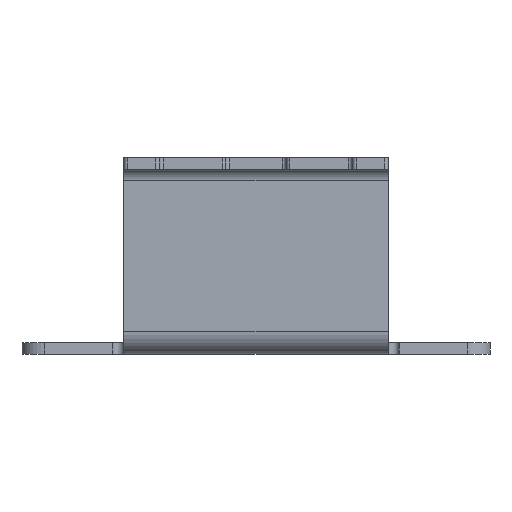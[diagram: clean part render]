
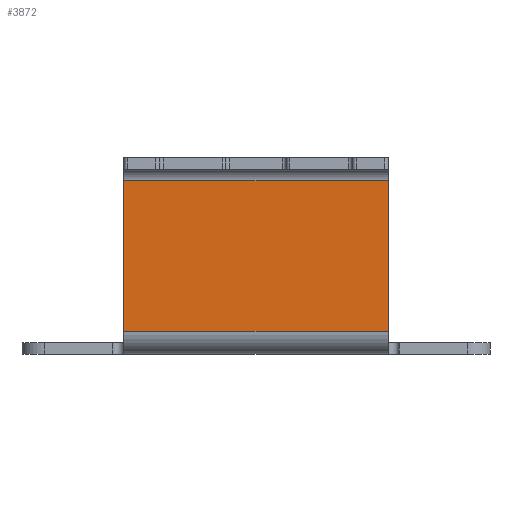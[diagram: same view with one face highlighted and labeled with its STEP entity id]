
A CAD part, front view. The second image highlights one B-rep face of the part: STEP entity #3872.
In plain terms, the highlighted planar face has unit normal (0, -1, 0).
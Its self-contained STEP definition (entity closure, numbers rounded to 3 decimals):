
#50 = VERTEX_POINT ( 'NONE', #4723 ) ;
#407 = CARTESIAN_POINT ( 'NONE',  ( 35., 39., -52. ) ) ;
#410 = DIRECTION ( 'NONE',  ( -1., 0., 0. ) ) ;
#766 = LINE ( 'NONE', #4468, #3597 ) ;
#824 = DIRECTION ( 'NONE',  ( -1., 0., 0. ) ) ;
#876 = CARTESIAN_POINT ( 'NONE',  ( -35., 39., -52. ) ) ;
#892 = EDGE_CURVE ( 'NONE', #1025, #3463, #766, .T. ) ;
#932 = DIRECTION ( 'NONE',  ( 0., 1., 0. ) ) ;
#1025 = VERTEX_POINT ( 'NONE', #1316 ) ;
#1165 = DIRECTION ( 'NONE',  ( 0., 0., 1. ) ) ;
#1279 = DIRECTION ( 'NONE',  ( 0., 0., 1. ) ) ;
#1316 = CARTESIAN_POINT ( 'NONE',  ( 35., 39., -6. ) ) ;
#1595 = ORIENTED_EDGE ( 'NONE', *, *, #4458, .T. ) ;
#2141 = ORIENTED_EDGE ( 'NONE', *, *, #4835, .T. ) ;
#2213 = EDGE_CURVE ( 'NONE', #50, #3586, #4495, .T. ) ;
#2222 = CARTESIAN_POINT ( 'NONE',  ( -35., 39., -46. ) ) ;
#2368 = PLANE ( 'NONE',  #2998 ) ;
#2450 = CARTESIAN_POINT ( 'NONE',  ( -35., 39., -6. ) ) ;
#2579 = FACE_OUTER_BOUND ( 'NONE', #3006, .T. ) ;
#2900 = LINE ( 'NONE', #407, #3367 ) ;
#2998 = AXIS2_PLACEMENT_3D ( 'NONE', #4265, #932, #1279 ) ;
#3006 = EDGE_LOOP ( 'NONE', ( #1595, #3297, #2141, #3935 ) ) ;
#3045 = CARTESIAN_POINT ( 'NONE',  ( 36.5, 39., -46. ) ) ;
#3198 = LINE ( 'NONE', #876, #4136 ) ;
#3205 = VECTOR ( 'NONE', #824, 1000. ) ;
#3297 = ORIENTED_EDGE ( 'NONE', *, *, #2213, .F. ) ;
#3367 = VECTOR ( 'NONE', #1165, 1000. ) ;
#3459 = DIRECTION ( 'NONE',  ( 0., 0., -1. ) ) ;
#3463 = VERTEX_POINT ( 'NONE', #2450 ) ;
#3586 = VERTEX_POINT ( 'NONE', #2222 ) ;
#3597 = VECTOR ( 'NONE', #410, 1000. ) ;
#3872 = ADVANCED_FACE ( 'NONE', ( #2579 ), #2368, .F. ) ;
#3935 = ORIENTED_EDGE ( 'NONE', *, *, #892, .T. ) ;
#4136 = VECTOR ( 'NONE', #3459, 1000. ) ;
#4265 = CARTESIAN_POINT ( 'NONE',  ( 36.5, 39., -6. ) ) ;
#4458 = EDGE_CURVE ( 'NONE', #3463, #3586, #3198, .T. ) ;
#4468 = CARTESIAN_POINT ( 'NONE',  ( 36.5, 39., -6. ) ) ;
#4495 = LINE ( 'NONE', #3045, #3205 ) ;
#4723 = CARTESIAN_POINT ( 'NONE',  ( 35., 39., -46. ) ) ;
#4835 = EDGE_CURVE ( 'NONE', #50, #1025, #2900, .T. ) ;
